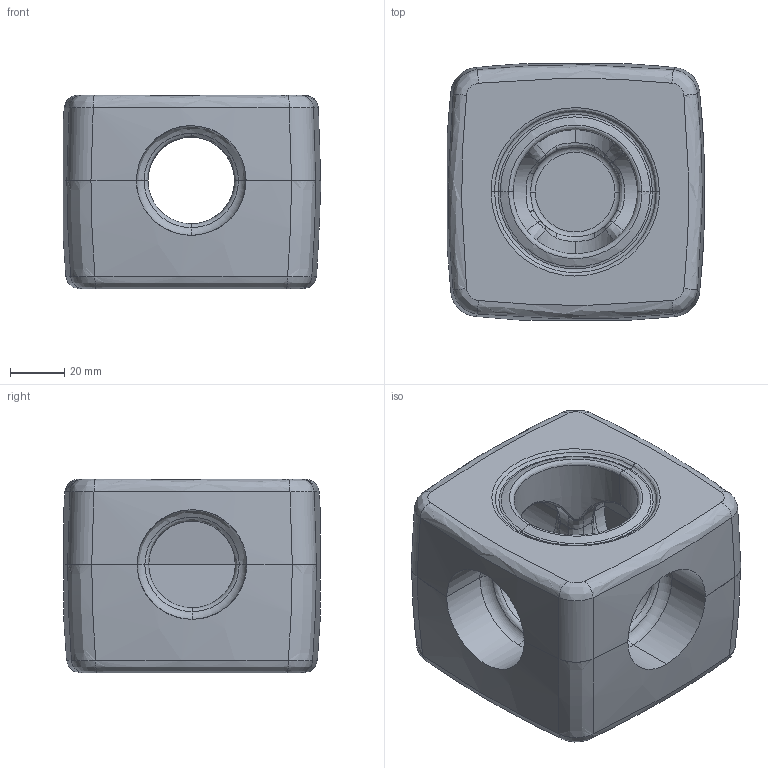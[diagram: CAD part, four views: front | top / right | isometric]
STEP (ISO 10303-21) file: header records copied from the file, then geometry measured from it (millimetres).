
FILE_DESCRIPTION(('CATIA V5 STEP Exchange'),'2;1');
FILE_NAME('Isolerskal DN 15-20.stp','2012-12-05T10:53:08+00:00',('none'),('none'),'CATIA Version 5 Release 20 SP 6 (IN-10)','CATIA V5 STEP AP203','none');
FILE_SCHEMA(('CONFIG_CONTROL_DESIGN'));
Length unit declared in the file: millimetre
Products named in the file (1): Product1
Assembly tree (2 placements, depth 2):
  Product1
    #58
    #17178
Bounding box: 95.25 x 94.68 x 71.5 mm (x, y, z)
Volume: 416149.2 mm3; surface area: 60710.1 mm2
Topology: 2 solids, 2 shells, 340 faces, 1052 edges, 729 vertices
Faces by surface type: plane 146, bspline 122, torus 28, cone 18, revolution 14, cylinder 12
Entity records: 22499 total; most frequent: CARTESIAN_POINT 14558, ORIENTED_EDGE 2094, EDGE_CURVE 1047, DIRECTION 934, VERTEX_POINT 729, B_SPLINE_CURVE_WITH_KNOTS 494, VECTOR 408, LINE 408
